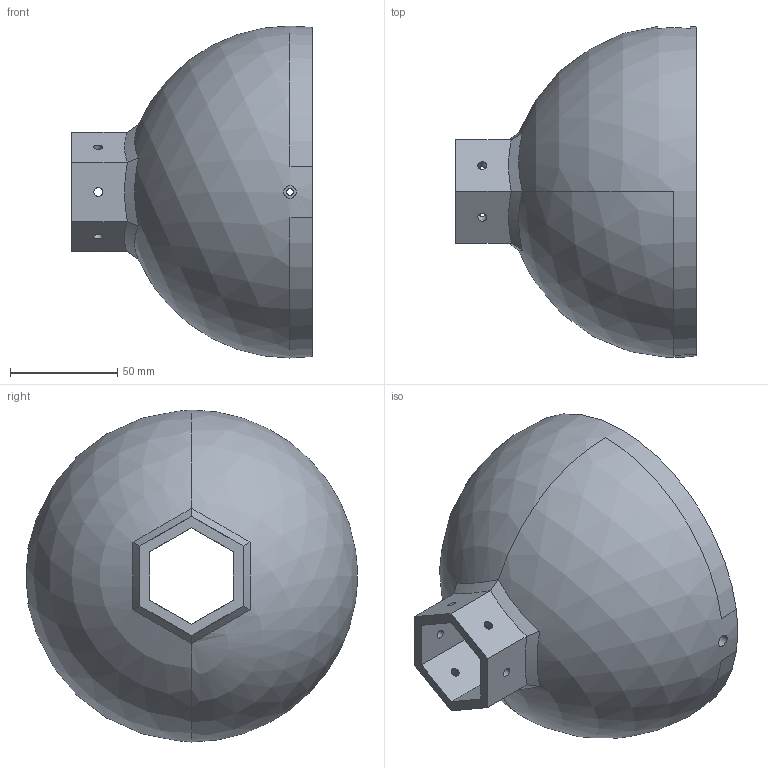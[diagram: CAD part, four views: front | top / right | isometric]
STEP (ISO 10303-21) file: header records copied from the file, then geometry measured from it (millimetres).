
FILE_DESCRIPTION((''),'2;1');
FILE_NAME('HEAD_BODY_MOUNT','2023-07-18T12:54:58',('ad892'),(''),'CREO PARAMETRIC BY PTC INC, 2022073','CREO PARAMETRIC BY PTC INC, 2022073','');
FILE_SCHEMA(('CONFIG_CONTROL_DESIGN'));
Length unit declared in the file: millimetre
Products named in the file (1): HEAD_BODY_MOUNT
Bounding box: 112.5 x 154.45 x 155 mm (x, y, z)
Volume: 218814.8 mm3; surface area: 91931 mm2
Topology: 1 solids, 1 shells, 81 faces, 235 edges, 158 vertices
Faces by surface type: plane 39, cylinder 28, cone 8, sphere 6
Entity records: 2856 total; most frequent: CARTESIAN_POINT 545, DIRECTION 500, ORIENTED_EDGE 464, EDGE_CURVE 232, AXIS2_PLACEMENT_3D 199, VERTEX_POINT 158, CIRCLE 118, EDGE_LOOP 108
